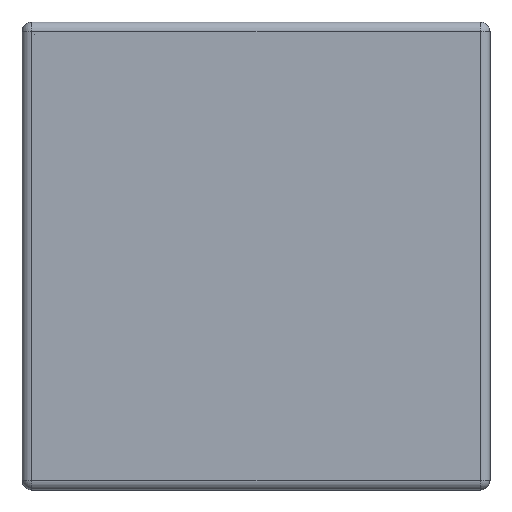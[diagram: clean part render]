
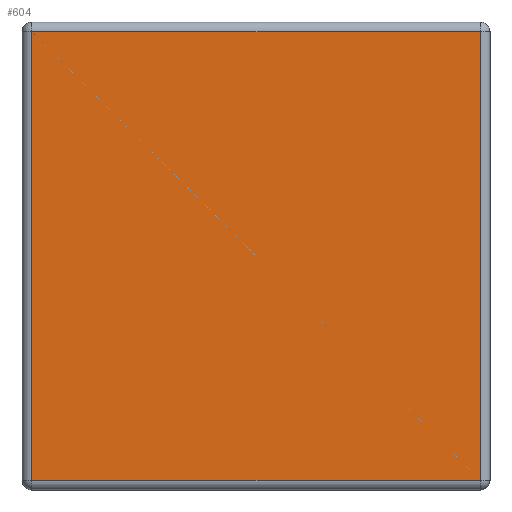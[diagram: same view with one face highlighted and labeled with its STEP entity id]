
A CAD part, left-side view. The second image highlights one B-rep face of the part: STEP entity #604.
In plain terms, the highlighted planar face has unit normal (-1, 0, 0).
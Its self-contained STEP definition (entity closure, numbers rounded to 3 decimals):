
#94 = CARTESIAN_POINT ( 'NONE',  ( 0., 1.42, -0.03 ) ) ;
#103 = CARTESIAN_POINT ( 'NONE',  ( 0., 1.42, -1.42 ) ) ;
#262 = EDGE_CURVE ( 'NONE', #2164, #4668, #2023, .T. ) ;
#604 = ADVANCED_FACE ( 'NONE', ( #2195 ), #1408, .T. ) ;
#614 = LINE ( 'NONE', #1080, #2060 ) ;
#800 = LINE ( 'NONE', #1715, #3031 ) ;
#831 = CARTESIAN_POINT ( 'NONE',  ( 0., 0., 0. ) ) ;
#957 = DIRECTION ( 'NONE',  ( 0., 0., -1. ) ) ;
#1078 = ORIENTED_EDGE ( 'NONE', *, *, #262, .T. ) ;
#1080 = CARTESIAN_POINT ( 'NONE',  ( 0., 1.45, -0.03 ) ) ;
#1121 = CARTESIAN_POINT ( 'NONE',  ( 0., 0., -1.42 ) ) ;
#1315 = CARTESIAN_POINT ( 'NONE',  ( 0., 0.03, 0. ) ) ;
#1321 = EDGE_CURVE ( 'NONE', #4668, #4473, #614, .T. ) ;
#1408 = PLANE ( 'NONE',  #4140 ) ;
#1425 = CARTESIAN_POINT ( 'NONE',  ( 0., 0.03, -0.03 ) ) ;
#1505 = ORIENTED_EDGE ( 'NONE', *, *, #2033, .T. ) ;
#1715 = CARTESIAN_POINT ( 'NONE',  ( 0., 1.42, -1.45 ) ) ;
#1829 = ORIENTED_EDGE ( 'NONE', *, *, #1321, .T. ) ;
#1908 = DIRECTION ( 'NONE',  ( -1., 0., 0. ) ) ;
#2023 = LINE ( 'NONE', #1315, #2325 ) ;
#2033 = EDGE_CURVE ( 'NONE', #4473, #2531, #800, .T. ) ;
#2060 = VECTOR ( 'NONE', #3559, 1000. ) ;
#2164 = VERTEX_POINT ( 'NONE', #4380 ) ;
#2195 = FACE_OUTER_BOUND ( 'NONE', #2782, .T. ) ;
#2325 = VECTOR ( 'NONE', #3825, 1000. ) ;
#2531 = VERTEX_POINT ( 'NONE', #103 ) ;
#2633 = EDGE_CURVE ( 'NONE', #2531, #2164, #3613, .T. ) ;
#2782 = EDGE_LOOP ( 'NONE', ( #3174, #1078, #1829, #1505 ) ) ;
#2985 = VECTOR ( 'NONE', #3644, 1000. ) ;
#3031 = VECTOR ( 'NONE', #957, 1000. ) ;
#3174 = ORIENTED_EDGE ( 'NONE', *, *, #2633, .T. ) ;
#3328 = DIRECTION ( 'NONE',  ( 0., 0., 1. ) ) ;
#3559 = DIRECTION ( 'NONE',  ( 0., 1., 0. ) ) ;
#3613 = LINE ( 'NONE', #1121, #2985 ) ;
#3644 = DIRECTION ( 'NONE',  ( 0., -1., 0. ) ) ;
#3825 = DIRECTION ( 'NONE',  ( 0., 0., 1. ) ) ;
#4140 = AXIS2_PLACEMENT_3D ( 'NONE', #831, #1908, #3328 ) ;
#4380 = CARTESIAN_POINT ( 'NONE',  ( 0., 0.03, -1.42 ) ) ;
#4473 = VERTEX_POINT ( 'NONE', #94 ) ;
#4668 = VERTEX_POINT ( 'NONE', #1425 ) ;
